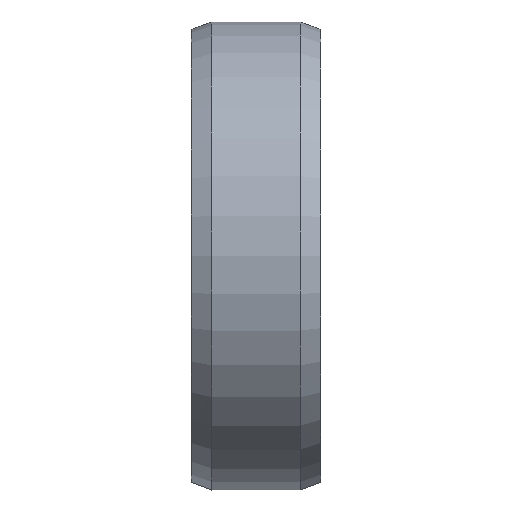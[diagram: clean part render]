
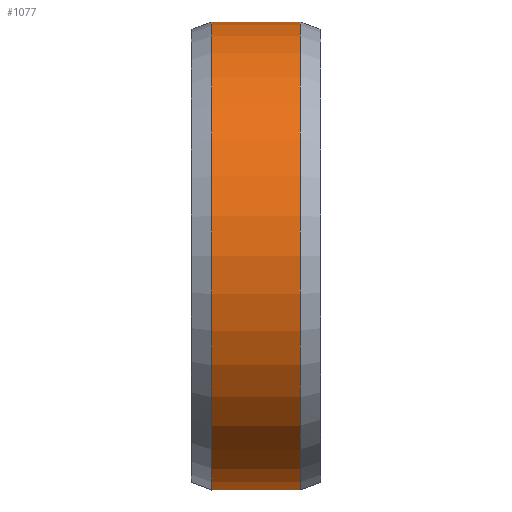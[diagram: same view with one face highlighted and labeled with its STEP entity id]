
A CAD part, top view. The second image highlights one B-rep face of the part: STEP entity #1077.
In plain terms, the highlighted cylindrical face has radius 40 mm (diameter 80 mm), a partial arc.
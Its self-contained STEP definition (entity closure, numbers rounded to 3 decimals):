
#762=CARTESIAN_POINT('',(-7.5,0.,
0.));
#763=DIRECTION('',(1.,0.,0.));
#764=DIRECTION('',(0.,-0.992,-0.125));
#765=AXIS2_PLACEMENT_3D('',#762,#763,#764);
#767=CARTESIAN_POINT('',(-7.5,0.,
0.));
#768=DIRECTION('',(1.,0.,0.));
#769=DIRECTION('',(0.,0.,-1.));
#770=AXIS2_PLACEMENT_3D('',#767,#768,#769);
#772=CARTESIAN_POINT('',(-7.5,0.,
0.));
#773=DIRECTION('',(1.,0.,0.));
#774=DIRECTION('',(0.,0.,1.));
#775=AXIS2_PLACEMENT_3D('',#772,#773,#774);
#791=DIRECTION('',(-1.,0.,0.));
#792=VECTOR('',#791,15.);
#793=CARTESIAN_POINT('',(7.5,-39.686,5.));
#794=LINE('',#793,#792);
#795=DIRECTION('',(1.,0.,0.));
#796=VECTOR('',#795,15.);
#797=CARTESIAN_POINT('',(-7.5,-39.686,
-5.));
#798=LINE('',#797,#796);
#799=CARTESIAN_POINT('',(7.5,0.,
0.));
#800=DIRECTION('',(-1.,0.,0.));
#801=DIRECTION('',(0.,-0.992,0.125));
#802=AXIS2_PLACEMENT_3D('',#799,#800,#801);
#804=CARTESIAN_POINT('',(7.5,0.,
0.));
#805=DIRECTION('',(-1.,0.,0.));
#806=DIRECTION('',(0.,0.,1.));
#807=AXIS2_PLACEMENT_3D('',#804,#805,#806);
#809=CARTESIAN_POINT('',(7.5,0.,
0.));
#810=DIRECTION('',(-1.,0.,0.));
#811=DIRECTION('',(0.,1.,0.));
#812=AXIS2_PLACEMENT_3D('',#809,#810,#811);
#814=CARTESIAN_POINT('',(7.5,0.,
0.));
#815=DIRECTION('',(-1.,0.,0.));
#816=DIRECTION('',(0.,0.,-1.));
#817=AXIS2_PLACEMENT_3D('',#814,#815,#816);
#971=CARTESIAN_POINT('',(-7.5,-39.687,
-5.));
#972=CARTESIAN_POINT('',(-7.5,0.,
-40.));
#973=VERTEX_POINT('',#971);
#974=VERTEX_POINT('',#972);
#975=CARTESIAN_POINT('',(-7.5,0.,
40.));
#976=VERTEX_POINT('',#975);
#977=CARTESIAN_POINT('',(-7.5,-39.687,5.));
#978=VERTEX_POINT('',#977);
#986=CARTESIAN_POINT('',(7.5,-39.687,5.));
#987=CARTESIAN_POINT('',(7.5,0.,40.));
#988=VERTEX_POINT('',#986);
#989=VERTEX_POINT('',#987);
#990=CARTESIAN_POINT('',(7.5,40.,0.));
#991=VERTEX_POINT('',#990);
#992=CARTESIAN_POINT('',(7.5,0.,
-40.));
#993=VERTEX_POINT('',#992);
#994=CARTESIAN_POINT('',(7.5,-39.687,-5.));
#995=VERTEX_POINT('',#994);
#1055=CARTESIAN_POINT('',(-11.,0.,0.));
#1056=DIRECTION('',(1.,0.,0.));
#1057=DIRECTION('',(0.,-1.,0.));
#1058=AXIS2_PLACEMENT_3D('',#1055,#1056,#1057);
#1059=CYLINDRICAL_SURFACE('',#1058,40.);
#1061=ORIENTED_EDGE('',*,*,#1060,.F.);
#1063=ORIENTED_EDGE('',*,*,#1062,.F.);
#1065=ORIENTED_EDGE('',*,*,#1064,.F.);
#1067=ORIENTED_EDGE('',*,*,#1066,.F.);
#1069=ORIENTED_EDGE('',*,*,#1068,.T.);
#1070=ORIENTED_EDGE('',*,*,#1040,.F.);
#1071=ORIENTED_EDGE('',*,*,#1038,.F.);
#1072=ORIENTED_EDGE('',*,*,#1036,.F.);
#1074=ORIENTED_EDGE('',*,*,#1073,.T.);
#1075=EDGE_LOOP('',(#1061,#1063,#1065,#1067,#1069,#1070,#1071,#1072,#1074));
#1076=FACE_OUTER_BOUND('',#1075,.F.);
#766=CIRCLE('',#765,40.);
#771=CIRCLE('',#770,40.);
#776=CIRCLE('',#775,40.);
#803=CIRCLE('',#802,40.);
#808=CIRCLE('',#807,40.);
#813=CIRCLE('',#812,40.);
#818=CIRCLE('',#817,40.);
#1036=EDGE_CURVE('',#973,#974,#766,.T.);
#1038=EDGE_CURVE('',#974,#976,#771,.T.);
#1040=EDGE_CURVE('',#976,#978,#776,.T.);
#1060=EDGE_CURVE('',#993,#995,#818,.T.);
#1062=EDGE_CURVE('',#991,#993,#813,.T.);
#1064=EDGE_CURVE('',#989,#991,#808,.T.);
#1066=EDGE_CURVE('',#988,#989,#803,.T.);
#1068=EDGE_CURVE('',#988,#978,#794,.T.);
#1073=EDGE_CURVE('',#973,#995,#798,.T.);
#1077=ADVANCED_FACE('',(#1076),#1059,.T.);
